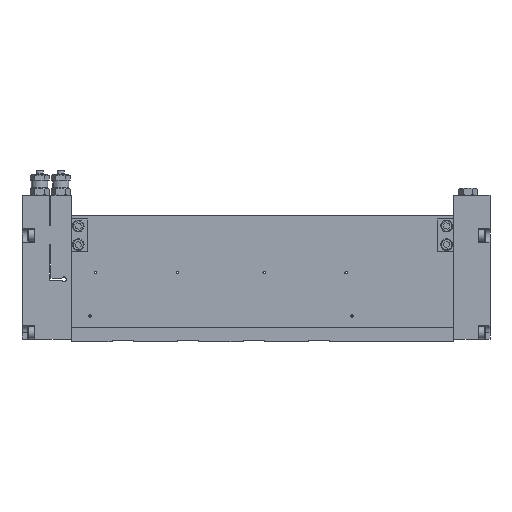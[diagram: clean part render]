
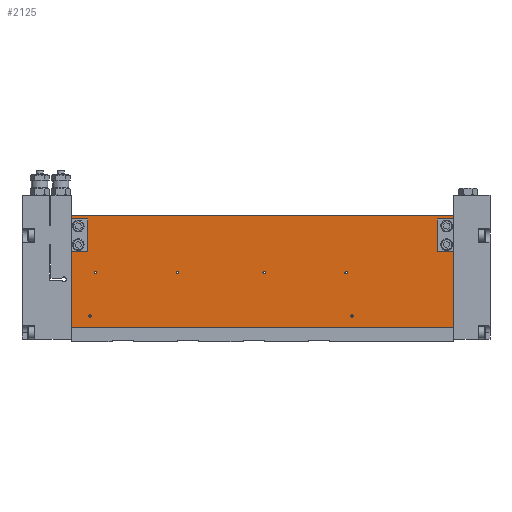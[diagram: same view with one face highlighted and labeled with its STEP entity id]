
A CAD part, front view. The second image highlights one B-rep face of the part: STEP entity #2125.
In plain terms, the highlighted planar face has unit normal (0, -1, 0).
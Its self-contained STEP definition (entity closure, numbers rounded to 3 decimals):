
#2125=ADVANCED_FACE('',(#5621,#5622,#5623,#5624,#5625,#5626,#5627,#5628,
#5629,#5630,#5631),#3012,.T.);
#3012=PLANE('',#16583);
#3797=LINE('',#23658,#4823);
#3798=LINE('',#23661,#4824);
#3799=LINE('',#23663,#4825);
#3800=LINE('',#23665,#4826);
#4823=VECTOR('',#19161,1.);
#4824=VECTOR('',#19162,1.);
#4825=VECTOR('',#19163,1.);
#4826=VECTOR('',#19164,1.);
#5621=FACE_BOUND('',#6884,.T.);
#5622=FACE_BOUND('',#6885,.T.);
#5623=FACE_BOUND('',#6886,.T.);
#5624=FACE_BOUND('',#6887,.T.);
#5625=FACE_BOUND('',#6888,.T.);
#5626=FACE_BOUND('',#6889,.T.);
#5627=FACE_BOUND('',#6890,.T.);
#5628=FACE_BOUND('',#6891,.T.);
#5629=FACE_BOUND('',#6892,.T.);
#5630=FACE_BOUND('',#6893,.T.);
#5631=FACE_BOUND('',#6894,.T.);
#6884=EDGE_LOOP('',(#9304));
#6885=EDGE_LOOP('',(#9305));
#6886=EDGE_LOOP('',(#9306));
#6887=EDGE_LOOP('',(#9307));
#6888=EDGE_LOOP('',(#9308));
#6889=EDGE_LOOP('',(#9309));
#6890=EDGE_LOOP('',(#9310));
#6891=EDGE_LOOP('',(#9311));
#6892=EDGE_LOOP('',(#9312));
#6893=EDGE_LOOP('',(#9313));
#6894=EDGE_LOOP('',(#9314,#9315,#9316,#9317));
#9304=ORIENTED_EDGE('',*,*,#13866,.F.);
#9305=ORIENTED_EDGE('',*,*,#13867,.F.);
#9306=ORIENTED_EDGE('',*,*,#13868,.F.);
#9307=ORIENTED_EDGE('',*,*,#13869,.F.);
#9308=ORIENTED_EDGE('',*,*,#13870,.F.);
#9309=ORIENTED_EDGE('',*,*,#13871,.F.);
#9310=ORIENTED_EDGE('',*,*,#13872,.F.);
#9311=ORIENTED_EDGE('',*,*,#13873,.F.);
#9312=ORIENTED_EDGE('',*,*,#13874,.F.);
#9313=ORIENTED_EDGE('',*,*,#13875,.F.);
#9314=ORIENTED_EDGE('',*,*,#13876,.F.);
#9315=ORIENTED_EDGE('',*,*,#13877,.F.);
#9316=ORIENTED_EDGE('',*,*,#13878,.T.);
#9317=ORIENTED_EDGE('',*,*,#13879,.T.);
#12236=VERTEX_POINT('',#23639);
#12237=VERTEX_POINT('',#23641);
#12238=VERTEX_POINT('',#23643);
#12239=VERTEX_POINT('',#23645);
#12240=VERTEX_POINT('',#23647);
#12241=VERTEX_POINT('',#23649);
#12242=VERTEX_POINT('',#23651);
#12243=VERTEX_POINT('',#23653);
#12244=VERTEX_POINT('',#23655);
#12245=VERTEX_POINT('',#23657);
#12246=VERTEX_POINT('',#23659);
#12247=VERTEX_POINT('',#23660);
#12248=VERTEX_POINT('',#23662);
#12249=VERTEX_POINT('',#23664);
#13866=EDGE_CURVE('',#12236,#12236,#15364,.T.);
#13867=EDGE_CURVE('',#12237,#12237,#15365,.T.);
#13868=EDGE_CURVE('',#12238,#12238,#15366,.T.);
#13869=EDGE_CURVE('',#12239,#12239,#15367,.T.);
#13870=EDGE_CURVE('',#12240,#12240,#15368,.T.);
#13871=EDGE_CURVE('',#12241,#12241,#15369,.T.);
#13872=EDGE_CURVE('',#12242,#12242,#15370,.T.);
#13873=EDGE_CURVE('',#12243,#12243,#15371,.T.);
#13874=EDGE_CURVE('',#12244,#12244,#15372,.T.);
#13875=EDGE_CURVE('',#12245,#12245,#15373,.T.);
#13876=EDGE_CURVE('',#12246,#12247,#3797,.T.);
#13877=EDGE_CURVE('',#12248,#12246,#3798,.T.);
#13878=EDGE_CURVE('',#12248,#12249,#3799,.T.);
#13879=EDGE_CURVE('',#12249,#12247,#3800,.T.);
#15364=CIRCLE('',#16573,1.025);
#15365=CIRCLE('',#16574,1.025);
#15366=CIRCLE('',#16575,1.025);
#15367=CIRCLE('',#16576,1.025);
#15368=CIRCLE('',#16577,1.025);
#15369=CIRCLE('',#16578,1.025);
#15370=CIRCLE('',#16579,2.1);
#15371=CIRCLE('',#16580,2.1);
#15372=CIRCLE('',#16581,2.1);
#15373=CIRCLE('',#16582,2.1);
#16573=AXIS2_PLACEMENT_3D('',#23638,#19141,#19142);
#16574=AXIS2_PLACEMENT_3D('',#23640,#19143,#19144);
#16575=AXIS2_PLACEMENT_3D('',#23642,#19145,#19146);
#16576=AXIS2_PLACEMENT_3D('',#23644,#19147,#19148);
#16577=AXIS2_PLACEMENT_3D('',#23646,#19149,#19150);
#16578=AXIS2_PLACEMENT_3D('',#23648,#19151,#19152);
#16579=AXIS2_PLACEMENT_3D('',#23650,#19153,#19154);
#16580=AXIS2_PLACEMENT_3D('',#23652,#19155,#19156);
#16581=AXIS2_PLACEMENT_3D('',#23654,#19157,#19158);
#16582=AXIS2_PLACEMENT_3D('',#23656,#19159,#19160);
#16583=AXIS2_PLACEMENT_3D('',#23666,#19165,#19166);
#19141=DIRECTION('',(0.,-1.,0.));
#19142=DIRECTION('',(0.,0.,-1.));
#19143=DIRECTION('',(0.,-1.,0.));
#19144=DIRECTION('',(0.,0.,-1.));
#19145=DIRECTION('',(0.,-1.,0.));
#19146=DIRECTION('',(0.,0.,-1.));
#19147=DIRECTION('',(0.,-1.,0.));
#19148=DIRECTION('',(0.,0.,-1.));
#19149=DIRECTION('',(0.,-1.,0.));
#19150=DIRECTION('',(0.,0.,-1.));
#19151=DIRECTION('',(0.,-1.,0.));
#19152=DIRECTION('',(0.,0.,-1.));
#19153=DIRECTION('',(0.,-1.,0.));
#19154=DIRECTION('',(0.,0.,-1.));
#19155=DIRECTION('',(0.,-1.,0.));
#19156=DIRECTION('',(0.,0.,-1.));
#19157=DIRECTION('',(0.,-1.,0.));
#19158=DIRECTION('',(0.,0.,-1.));
#19159=DIRECTION('',(0.,-1.,0.));
#19160=DIRECTION('',(0.,0.,-1.));
#19161=DIRECTION('',(0.,0.,1.));
#19162=DIRECTION('',(-1.,0.,0.));
#19163=DIRECTION('',(0.,0.,1.));
#19164=DIRECTION('',(-1.,0.,0.));
#19165=DIRECTION('',(0.,-1.,0.));
#19166=DIRECTION('',(0.,0.,-1.));
#23638=CARTESIAN_POINT('',(373.017,329.625,105.));
#23639=CARTESIAN_POINT('',(373.017,329.625,103.975));
#23640=CARTESIAN_POINT('',(597.017,329.625,105.));
#23641=CARTESIAN_POINT('',(597.017,329.625,103.975));
#23642=CARTESIAN_POINT('',(522.017,329.625,142.15));
#23643=CARTESIAN_POINT('',(522.017,329.625,141.125));
#23644=CARTESIAN_POINT('',(448.017,329.625,142.15));
#23645=CARTESIAN_POINT('',(448.017,329.625,141.125));
#23646=CARTESIAN_POINT('',(378.017,329.625,142.15));
#23647=CARTESIAN_POINT('',(378.017,329.625,141.125));
#23648=CARTESIAN_POINT('',(592.017,329.625,142.15));
#23649=CARTESIAN_POINT('',(592.017,329.625,141.125));
#23650=CARTESIAN_POINT('',(363.017,329.625,182.));
#23651=CARTESIAN_POINT('',(363.017,329.625,179.9));
#23652=CARTESIAN_POINT('',(363.017,329.625,166.));
#23653=CARTESIAN_POINT('',(363.017,329.625,163.9));
#23654=CARTESIAN_POINT('',(678.017,329.625,166.));
#23655=CARTESIAN_POINT('',(678.017,329.625,163.9));
#23656=CARTESIAN_POINT('',(678.017,329.625,182.));
#23657=CARTESIAN_POINT('',(678.017,329.625,179.9));
#23658=CARTESIAN_POINT('',(357.017,329.625,95.));
#23659=CARTESIAN_POINT('',(357.017,329.625,95.));
#23660=CARTESIAN_POINT('',(357.017,329.625,191.));
#23661=CARTESIAN_POINT('',(684.017,329.625,95.));
#23662=CARTESIAN_POINT('',(684.017,329.625,95.));
#23663=CARTESIAN_POINT('',(684.017,329.625,95.));
#23664=CARTESIAN_POINT('',(684.017,329.625,191.));
#23665=CARTESIAN_POINT('',(684.017,329.625,191.));
#23666=CARTESIAN_POINT('',(684.017,329.625,95.));
